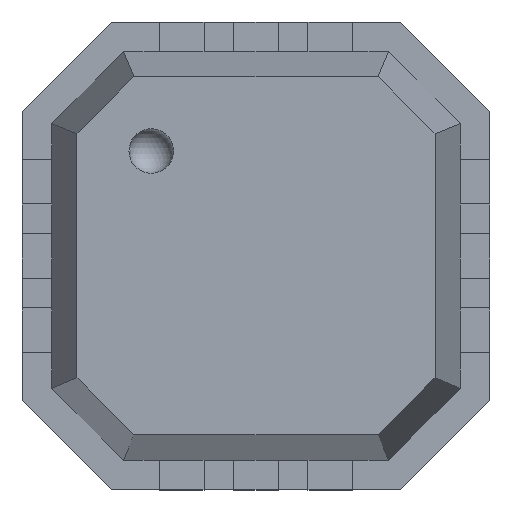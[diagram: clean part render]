
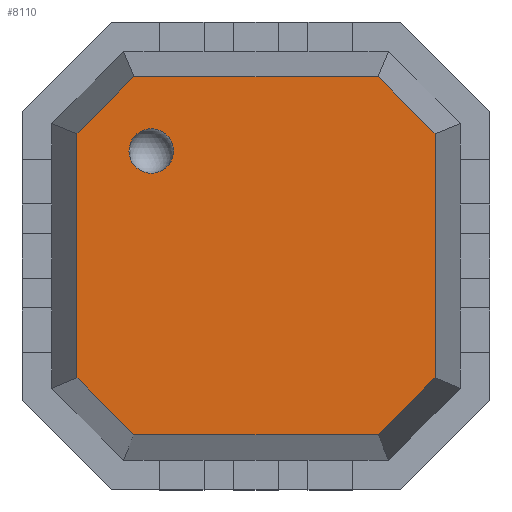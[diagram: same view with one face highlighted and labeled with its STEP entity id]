
A CAD part, top view. The second image highlights one B-rep face of the part: STEP entity #8110.
In plain terms, the highlighted planar face has unit normal (0, 0, 1).
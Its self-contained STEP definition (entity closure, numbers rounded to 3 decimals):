
#4944=DIRECTION('',(0.707,0.707,0.));
#4945=VECTOR('',#4944,0.542);
#4946=CARTESIAN_POINT('',(-1.2,0.827,1.02));
#4947=LINE('',#4946,#4945);
#4951=DIRECTION('',(1.,0.,0.));
#4952=VECTOR('',#4951,1.643);
#4953=CARTESIAN_POINT('',(-0.817,1.21,1.02));
#4954=LINE('',#4953,#4952);
#4958=DIRECTION('',(0.707,-0.707,0.));
#4959=VECTOR('',#4958,0.542);
#4960=CARTESIAN_POINT('',(0.827,1.21,1.02));
#4961=LINE('',#4960,#4959);
#4965=DIRECTION('',(0.,-1.,0.));
#4966=VECTOR('',#4965,1.643);
#4967=CARTESIAN_POINT('',(1.21,0.827,1.02));
#4968=LINE('',#4967,#4966);
#4972=DIRECTION('',(-0.707,-0.707,0.));
#4973=VECTOR('',#4972,0.542);
#4974=CARTESIAN_POINT('',(1.21,-0.817,1.02));
#4975=LINE('',#4974,#4973);
#4979=DIRECTION('',(-1.,0.,0.));
#4980=VECTOR('',#4979,1.643);
#4981=CARTESIAN_POINT('',(0.827,-1.2,1.02));
#4982=LINE('',#4981,#4980);
#4986=DIRECTION('',(-0.707,0.707,0.));
#4987=VECTOR('',#4986,0.542);
#4988=CARTESIAN_POINT('',(-0.817,-1.2,1.02));
#4989=LINE('',#4988,#4987);
#4993=DIRECTION('',(0.,1.,0.));
#4994=VECTOR('',#4993,1.643);
#4995=CARTESIAN_POINT('',(-1.2,-0.817,1.02));
#4996=LINE('',#4995,#4994);
#5669=CARTESIAN_POINT('',(-0.7,0.71,1.02));
#5670=DIRECTION('',(0.,0.,-1.));
#5671=DIRECTION('',(0.,1.,0.));
#5672=AXIS2_PLACEMENT_3D('',#5669,#5670,#5671);
#5677=CARTESIAN_POINT('',(-0.7,0.71,1.02));
#5678=DIRECTION('',(0.,0.,-1.));
#5679=DIRECTION('',(0.,-1.,0.));
#5680=AXIS2_PLACEMENT_3D('',#5677,#5678,#5679);
#6335=CARTESIAN_POINT('',(-1.2,0.827,1.02));
#6336=CARTESIAN_POINT('',(-0.817,1.21,1.02));
#6337=VERTEX_POINT('',#6335);
#6338=VERTEX_POINT('',#6336);
#6339=CARTESIAN_POINT('',(-0.7,0.86,1.02));
#6340=CARTESIAN_POINT('',(-0.7,0.56,1.02));
#6341=VERTEX_POINT('',#6339);
#6342=VERTEX_POINT('',#6340);
#6513=CARTESIAN_POINT('',(0.827,1.21,1.02));
#6514=VERTEX_POINT('',#6513);
#6515=CARTESIAN_POINT('',(1.21,0.827,1.02));
#6516=VERTEX_POINT('',#6515);
#6525=CARTESIAN_POINT('',(1.21,-0.817,1.02));
#6526=VERTEX_POINT('',#6525);
#6527=CARTESIAN_POINT('',(0.827,-1.2,1.02));
#6528=VERTEX_POINT('',#6527);
#6541=CARTESIAN_POINT('',(-0.817,-1.2,1.02));
#6542=VERTEX_POINT('',#6541);
#6543=CARTESIAN_POINT('',(-1.2,-0.817,1.02));
#6544=VERTEX_POINT('',#6543);
#8083=CARTESIAN_POINT('',(-2.262,0.005,1.02));
#8084=DIRECTION('',(0.,0.,1.));
#8085=DIRECTION('',(0.,-1.,0.));
#8086=AXIS2_PLACEMENT_3D('',#8083,#8084,#8085);
#8087=PLANE('',#8086);
#8089=ORIENTED_EDGE('',*,*,#8088,.T.);
#8091=ORIENTED_EDGE('',*,*,#8090,.T.);
#8093=ORIENTED_EDGE('',*,*,#8092,.T.);
#8095=ORIENTED_EDGE('',*,*,#8094,.T.);
#8097=ORIENTED_EDGE('',*,*,#8096,.T.);
#8099=ORIENTED_EDGE('',*,*,#8098,.T.);
#8100=ORIENTED_EDGE('',*,*,#8069,.T.);
#8101=ORIENTED_EDGE('',*,*,#6909,.T.);
#8102=EDGE_LOOP('',(#8089,#8091,#8093,#8095,#8097,#8099,#8100,#8101));
#8103=FACE_OUTER_BOUND('',#8102,.F.);
#8105=ORIENTED_EDGE('',*,*,#8104,.F.);
#8107=ORIENTED_EDGE('',*,*,#8106,.F.);
#8108=EDGE_LOOP('',(#8105,#8107));
#8109=FACE_BOUND('',#8108,.F.);
#8110=ADVANCED_FACE('',(#8103,#8109),#8087,.T.);
#5673=CIRCLE('',#5672,0.15);
#5681=CIRCLE('',#5680,0.15);
#6909=EDGE_CURVE('',#6544,#6337,#4996,.T.);
#8069=EDGE_CURVE('',#6542,#6544,#4989,.T.);
#8088=EDGE_CURVE('',#6337,#6338,#4947,.T.);
#8090=EDGE_CURVE('',#6338,#6514,#4954,.T.);
#8092=EDGE_CURVE('',#6514,#6516,#4961,.T.);
#8094=EDGE_CURVE('',#6516,#6526,#4968,.T.);
#8096=EDGE_CURVE('',#6526,#6528,#4975,.T.);
#8098=EDGE_CURVE('',#6528,#6542,#4982,.T.);
#8104=EDGE_CURVE('',#6341,#6342,#5673,.T.);
#8106=EDGE_CURVE('',#6342,#6341,#5681,.T.);
